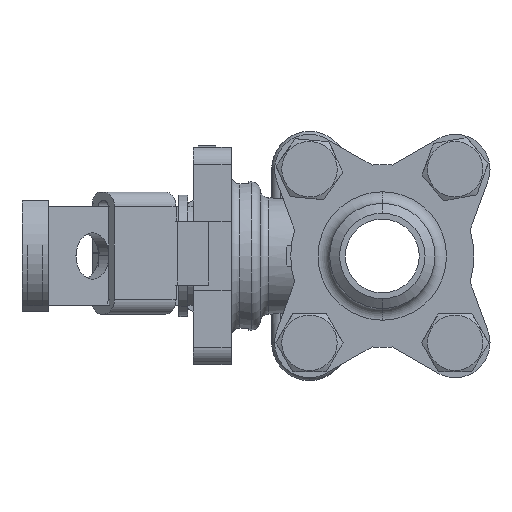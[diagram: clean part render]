
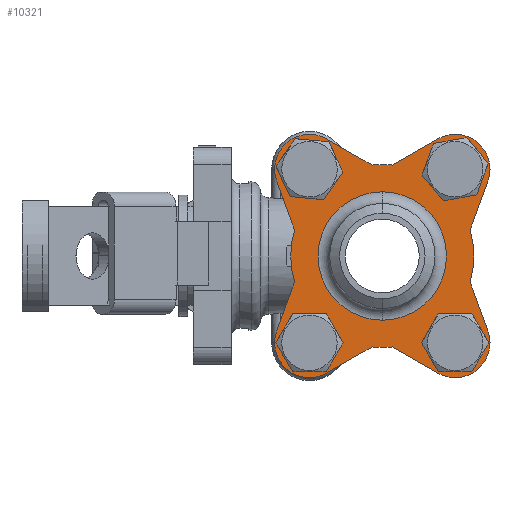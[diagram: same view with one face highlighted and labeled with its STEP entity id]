
A CAD part, left-side view. The second image highlights one B-rep face of the part: STEP entity #10321.
In plain terms, the highlighted planar face has unit normal (-1, 0, 0).
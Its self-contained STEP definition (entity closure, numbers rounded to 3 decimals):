
#1339=LINE('',#20739,#2024);
#1341=LINE('',#20743,#2026);
#1347=LINE('',#20768,#2032);
#1352=LINE('',#20780,#2037);
#1358=LINE('',#20803,#2043);
#1362=LINE('',#20813,#2047);
#1370=LINE('',#20844,#2055);
#1372=LINE('',#20848,#2057);
#2024=VECTOR('',#12958,1000.);
#2026=VECTOR('',#12962,1000.);
#2032=VECTOR('',#12986,1000.);
#2037=VECTOR('',#12997,1000.);
#2043=VECTOR('',#13019,1000.);
#2047=VECTOR('',#13029,1000.);
#2055=VECTOR('',#13059,1000.);
#2057=VECTOR('',#13063,1000.);
#4323=ORIENTED_EDGE('',*,*,#6446,.T.);
#4324=ORIENTED_EDGE('',*,*,#6395,.F.);
#4325=ORIENTED_EDGE('',*,*,#6452,.F.);
#4326=ORIENTED_EDGE('',*,*,#6400,.F.);
#4327=ORIENTED_EDGE('',*,*,#6401,.T.);
#4328=ORIENTED_EDGE('',*,*,#6453,.T.);
#4329=ORIENTED_EDGE('',*,*,#6444,.T.);
#4330=ORIENTED_EDGE('',*,*,#6434,.F.);
#4331=ORIENTED_EDGE('',*,*,#6454,.T.);
#4332=ORIENTED_EDGE('',*,*,#6428,.T.);
#4333=ORIENTED_EDGE('',*,*,#6432,.T.);
#4334=ORIENTED_EDGE('',*,*,#6441,.T.);
#4335=ORIENTED_EDGE('',*,*,#6412,.F.);
#4336=ORIENTED_EDGE('',*,*,#6415,.F.);
#4337=ORIENTED_EDGE('',*,*,#6417,.T.);
#4338=ORIENTED_EDGE('',*,*,#6439,.T.);
#4339=ORIENTED_EDGE('',*,*,#6383,.F.);
#4340=ORIENTED_EDGE('',*,*,#6375,.T.);
#4341=ORIENTED_EDGE('',*,*,#6381,.T.);
#4342=ORIENTED_EDGE('',*,*,#6431,.F.);
#4343=ORIENTED_EDGE('',*,*,#6455,.F.);
#4344=ORIENTED_EDGE('',*,*,#6456,.T.);
#4345=ORIENTED_EDGE('',*,*,#6411,.T.);
#4346=ORIENTED_EDGE('',*,*,#6380,.F.);
#4347=ORIENTED_EDGE('',*,*,#6457,.F.);
#4348=ORIENTED_EDGE('',*,*,#6458,.T.);
#4349=ORIENTED_EDGE('',*,*,#6394,.T.);
#4350=ORIENTED_EDGE('',*,*,#6459,.T.);
#4351=ORIENTED_EDGE('',*,*,#6351,.T.);
#6351=EDGE_CURVE('',#7572,#7574,#8111,.T.);
#6375=EDGE_CURVE('',#7593,#7594,#8127,.T.);
#6380=EDGE_CURVE('',#7596,#7595,#8128,.T.);
#6381=EDGE_CURVE('',#7594,#7597,#1339,.T.);
#6383=EDGE_CURVE('',#7593,#7598,#1341,.T.);
#6394=EDGE_CURVE('',#7606,#7607,#8134,.T.);
#6395=EDGE_CURVE('',#7608,#7609,#1347,.T.);
#6400=EDGE_CURVE('',#7611,#7610,#8135,.T.);
#6401=EDGE_CURVE('',#7611,#7612,#1352,.T.);
#6411=EDGE_CURVE('',#7619,#7620,#8140,.T.);
#6412=EDGE_CURVE('',#7621,#7622,#1358,.T.);
#6415=EDGE_CURVE('',#7623,#7621,#8141,.T.);
#6417=EDGE_CURVE('',#7623,#7624,#1362,.T.);
#6428=EDGE_CURVE('',#7632,#7633,#8147,.T.);
#6431=EDGE_CURVE('',#7635,#7634,#8148,.T.);
#6432=EDGE_CURVE('',#7633,#7636,#1370,.T.);
#6434=EDGE_CURVE('',#7637,#7638,#1372,.T.);
#6439=EDGE_CURVE('',#7624,#7598,#8151,.T.);
#6441=EDGE_CURVE('',#7636,#7622,#8153,.T.);
#6444=EDGE_CURVE('',#7641,#7638,#8155,.T.);
#6446=EDGE_CURVE('',#7597,#7609,#8157,.T.);
#6452=EDGE_CURVE('',#7610,#7608,#8159,.T.);
#6453=EDGE_CURVE('',#7612,#7641,#8160,.T.);
#6454=EDGE_CURVE('',#7637,#7632,#8161,.T.);
#6455=EDGE_CURVE('',#7634,#7635,#8162,.T.);
#6456=EDGE_CURVE('',#7620,#7619,#8163,.T.);
#6457=EDGE_CURVE('',#7595,#7596,#8164,.T.);
#6458=EDGE_CURVE('',#7607,#7606,#8165,.T.);
#6459=EDGE_CURVE('',#7574,#7572,#8166,.T.);
#7572=VERTEX_POINT('',#20673);
#7574=VERTEX_POINT('',#20677);
#7593=VERTEX_POINT('',#20728);
#7594=VERTEX_POINT('',#20729);
#7595=VERTEX_POINT('',#20734);
#7596=VERTEX_POINT('',#20736);
#7597=VERTEX_POINT('',#20740);
#7598=VERTEX_POINT('',#20744);
#7606=VERTEX_POINT('',#20763);
#7607=VERTEX_POINT('',#20765);
#7608=VERTEX_POINT('',#20769);
#7609=VERTEX_POINT('',#20770);
#7610=VERTEX_POINT('',#20775);
#7611=VERTEX_POINT('',#20777);
#7612=VERTEX_POINT('',#20781);
#7619=VERTEX_POINT('',#20798);
#7620=VERTEX_POINT('',#20800);
#7621=VERTEX_POINT('',#20804);
#7622=VERTEX_POINT('',#20805);
#7623=VERTEX_POINT('',#20810);
#7624=VERTEX_POINT('',#20814);
#7632=VERTEX_POINT('',#20833);
#7633=VERTEX_POINT('',#20835);
#7634=VERTEX_POINT('',#20839);
#7635=VERTEX_POINT('',#20841);
#7636=VERTEX_POINT('',#20845);
#7637=VERTEX_POINT('',#20849);
#7638=VERTEX_POINT('',#20850);
#7641=VERTEX_POINT('',#20864);
#8111=CIRCLE('',#11144,11.05);
#8127=CIRCLE('',#11167,6.);
#8128=CIRCLE('',#11169,3.5);
#8134=CIRCLE('',#11179,3.5);
#8135=CIRCLE('',#11182,6.);
#8140=CIRCLE('',#11190,3.5);
#8141=CIRCLE('',#11193,6.);
#8147=CIRCLE('',#11202,6.);
#8148=CIRCLE('',#11204,3.5);
#8151=CIRCLE('',#11210,15.75);
#8153=CIRCLE('',#11213,15.75);
#8155=CIRCLE('',#11216,15.75);
#8157=CIRCLE('',#11219,15.75);
#8159=CIRCLE('',#11224,6.);
#8160=CIRCLE('',#11225,15.75);
#8161=CIRCLE('',#11226,6.);
#8162=CIRCLE('',#11227,3.5);
#8163=CIRCLE('',#11228,3.5);
#8164=CIRCLE('',#11229,3.5);
#8165=CIRCLE('',#11230,3.5);
#8166=CIRCLE('',#11231,11.05);
#8759=EDGE_LOOP('',(#4323,#4324,#4325,#4326,#4327,#4328,#4329,#4330,#4331,
#4332,#4333,#4334,#4335,#4336,#4337,#4338,#4339,#4340,#4341));
#8760=EDGE_LOOP('',(#4342,#4343));
#8761=EDGE_LOOP('',(#4344,#4345));
#8762=EDGE_LOOP('',(#4346,#4347));
#8763=EDGE_LOOP('',(#4348,#4349));
#8764=EDGE_LOOP('',(#4350,#4351));
#9436=FACE_BOUND('',#8759,.T.);
#9437=FACE_BOUND('',#8760,.T.);
#9438=FACE_BOUND('',#8761,.T.);
#9439=FACE_BOUND('',#8762,.T.);
#9440=FACE_BOUND('',#8763,.T.);
#9441=FACE_BOUND('',#8764,.T.);
#9833=PLANE('',#11223);
#10321=ADVANCED_FACE('',(#9436,#9437,#9438,#9439,#9440,#9441),#9833,.T.);
#11144=AXIS2_PLACEMENT_3D('',#20678,#12892,#12893);
#11167=AXIS2_PLACEMENT_3D('',#20727,#12946,#12947);
#11169=AXIS2_PLACEMENT_3D('',#20737,#12954,#12955);
#11179=AXIS2_PLACEMENT_3D('',#20766,#12982,#12983);
#11182=AXIS2_PLACEMENT_3D('',#20778,#12993,#12994);
#11190=AXIS2_PLACEMENT_3D('',#20801,#13015,#13016);
#11193=AXIS2_PLACEMENT_3D('',#20809,#13024,#13025);
#11202=AXIS2_PLACEMENT_3D('',#20836,#13049,#13050);
#11204=AXIS2_PLACEMENT_3D('',#20842,#13055,#13056);
#11210=AXIS2_PLACEMENT_3D('',#20857,#13072,#13073);
#11213=AXIS2_PLACEMENT_3D('',#20860,#13078,#13079);
#11216=AXIS2_PLACEMENT_3D('',#20866,#13085,#13086);
#11219=AXIS2_PLACEMENT_3D('',#20869,#13091,#13092);
#11223=AXIS2_PLACEMENT_3D('',#20877,#13103,#13104);
#11224=AXIS2_PLACEMENT_3D('',#20878,#13105,#13106);
#11225=AXIS2_PLACEMENT_3D('',#20879,#13107,#13108);
#11226=AXIS2_PLACEMENT_3D('',#20880,#13109,#13110);
#11227=AXIS2_PLACEMENT_3D('',#20881,#13111,#13112);
#11228=AXIS2_PLACEMENT_3D('',#20882,#13113,#13114);
#11229=AXIS2_PLACEMENT_3D('',#20883,#13115,#13116);
#11230=AXIS2_PLACEMENT_3D('',#20884,#13117,#13118);
#11231=AXIS2_PLACEMENT_3D('',#20885,#13119,#13120);
#12892=DIRECTION('',(1.,0.,0.));
#12893=DIRECTION('',(0.,0.,1.));
#12946=DIRECTION('',(-1.,0.,0.));
#12947=DIRECTION('',(0.,0.,-1.));
#12954=DIRECTION('',(-1.,0.,0.));
#12955=DIRECTION('',(0.,0.,-1.));
#12958=DIRECTION('',(0.,0.342,0.94));
#12962=DIRECTION('',(0.,0.866,0.5));
#12982=DIRECTION('',(1.,0.,0.));
#12983=DIRECTION('',(0.,0.,1.));
#12986=DIRECTION('',(0.,0.342,-0.94));
#12993=DIRECTION('',(1.,0.,0.));
#12994=DIRECTION('',(0.,0.,1.));
#12997=DIRECTION('',(0.,0.866,-0.5));
#13015=DIRECTION('',(1.,0.,0.));
#13016=DIRECTION('',(0.,0.,-1.));
#13019=DIRECTION('',(0.,-0.342,0.94));
#13024=DIRECTION('',(1.,0.,0.));
#13025=DIRECTION('',(0.,0.,-1.));
#13029=DIRECTION('',(0.,-0.866,0.5));
#13049=DIRECTION('',(-1.,0.,0.));
#13050=DIRECTION('',(0.,0.,1.));
#13055=DIRECTION('',(-1.,0.,0.));
#13056=DIRECTION('',(0.,0.,1.));
#13059=DIRECTION('',(0.,-0.342,-0.94));
#13063=DIRECTION('',(0.,-0.866,-0.5));
#13072=DIRECTION('',(-1.,0.,0.));
#13073=DIRECTION('',(0.,0.,1.));
#13078=DIRECTION('',(-1.,0.,0.));
#13079=DIRECTION('',(0.,0.,1.));
#13085=DIRECTION('',(-1.,0.,0.));
#13086=DIRECTION('',(0.,0.,1.));
#13091=DIRECTION('',(-1.,0.,0.));
#13092=DIRECTION('',(0.,0.,1.));
#13103=DIRECTION('',(-1.,0.,0.));
#13104=DIRECTION('',(0.,0.,1.));
#13105=DIRECTION('',(1.,0.,0.));
#13106=DIRECTION('',(0.,0.,1.));
#13107=DIRECTION('',(-1.,0.,0.));
#13108=DIRECTION('',(0.,0.,1.));
#13109=DIRECTION('',(-1.,0.,0.));
#13110=DIRECTION('',(0.,0.,1.));
#13111=DIRECTION('',(-1.,0.,0.));
#13112=DIRECTION('',(0.,0.,1.));
#13113=DIRECTION('',(1.,0.,0.));
#13114=DIRECTION('',(0.,0.,-1.));
#13115=DIRECTION('',(-1.,0.,0.));
#13116=DIRECTION('',(0.,0.,-1.));
#13117=DIRECTION('',(1.,0.,0.));
#13118=DIRECTION('',(0.,0.,1.));
#13119=DIRECTION('',(1.,0.,0.));
#13120=DIRECTION('',(0.,0.,1.));
#20673=CARTESIAN_POINT('',(4.9,0.,-11.05));
#20677=CARTESIAN_POINT('',(4.9,0.,11.05));
#20678=CARTESIAN_POINT('',(4.9,0.,0.));
#20727=CARTESIAN_POINT('',(4.9,-12.534,-14.938));
#20728=CARTESIAN_POINT('',(4.9,-9.534,-20.134));
#20729=CARTESIAN_POINT('',(4.9,-18.173,-12.886));
#20734=CARTESIAN_POINT('',(4.9,-12.534,-18.438));
#20736=CARTESIAN_POINT('',(4.9,-12.534,-11.438));
#20737=CARTESIAN_POINT('',(4.9,-12.534,-14.938));
#20739=CARTESIAN_POINT('',(4.9,-8.242,14.397));
#20740=CARTESIAN_POINT('',(4.9,-15.106,-4.459));
#20743=CARTESIAN_POINT('',(4.9,33.528,4.728));
#20744=CARTESIAN_POINT('',(4.9,-1.768,-15.65));
#20763=CARTESIAN_POINT('',(4.9,-12.534,11.438));
#20765=CARTESIAN_POINT('',(4.9,-12.534,18.438));
#20766=CARTESIAN_POINT('',(4.9,-12.534,14.938));
#20768=CARTESIAN_POINT('',(4.9,-8.242,-14.397));
#20769=CARTESIAN_POINT('',(4.9,-18.173,12.886));
#20770=CARTESIAN_POINT('',(4.9,-15.106,4.459));
#20775=CARTESIAN_POINT('',(4.9,-12.534,20.938));
#20777=CARTESIAN_POINT('',(4.9,-9.534,20.134));
#20778=CARTESIAN_POINT('',(4.9,-12.534,14.938));
#20780=CARTESIAN_POINT('',(4.9,33.528,-4.728));
#20781=CARTESIAN_POINT('',(4.9,-1.768,15.65));
#20798=CARTESIAN_POINT('',(4.9,12.534,-18.438));
#20800=CARTESIAN_POINT('',(4.9,12.534,-11.438));
#20801=CARTESIAN_POINT('',(4.9,12.534,-14.938));
#20803=CARTESIAN_POINT('',(4.9,8.242,14.397));
#20804=CARTESIAN_POINT('',(4.9,18.173,-12.886));
#20805=CARTESIAN_POINT('',(4.9,15.106,-4.459));
#20809=CARTESIAN_POINT('',(4.9,12.534,-14.938));
#20810=CARTESIAN_POINT('',(4.9,9.534,-20.134));
#20813=CARTESIAN_POINT('',(4.9,-33.528,4.728));
#20814=CARTESIAN_POINT('',(4.9,1.768,-15.65));
#20833=CARTESIAN_POINT('',(4.9,12.534,20.938));
#20835=CARTESIAN_POINT('',(4.9,18.173,12.886));
#20836=CARTESIAN_POINT('',(4.9,12.534,14.938));
#20839=CARTESIAN_POINT('',(4.9,12.534,11.438));
#20841=CARTESIAN_POINT('',(4.9,12.534,18.438));
#20842=CARTESIAN_POINT('',(4.9,12.534,14.938));
#20844=CARTESIAN_POINT('',(4.9,8.242,-14.397));
#20845=CARTESIAN_POINT('',(4.9,15.106,4.459));
#20848=CARTESIAN_POINT('',(4.9,-33.528,-4.728));
#20849=CARTESIAN_POINT('',(4.9,9.534,20.134));
#20850=CARTESIAN_POINT('',(4.9,1.768,15.65));
#20857=CARTESIAN_POINT('',(4.9,0.,0.));
#20860=CARTESIAN_POINT('',(4.9,0.,0.));
#20864=CARTESIAN_POINT('',(4.9,0.,15.75));
#20866=CARTESIAN_POINT('',(4.9,0.,0.));
#20869=CARTESIAN_POINT('',(4.9,0.,0.));
#20877=CARTESIAN_POINT('',(4.9,0.,0.));
#20878=CARTESIAN_POINT('',(4.9,-12.534,14.938));
#20879=CARTESIAN_POINT('',(4.9,0.,0.));
#20880=CARTESIAN_POINT('',(4.9,12.534,14.938));
#20881=CARTESIAN_POINT('',(4.9,12.534,14.938));
#20882=CARTESIAN_POINT('',(4.9,12.534,-14.938));
#20883=CARTESIAN_POINT('',(4.9,-12.534,-14.938));
#20884=CARTESIAN_POINT('',(4.9,-12.534,14.938));
#20885=CARTESIAN_POINT('',(4.9,0.,0.));
